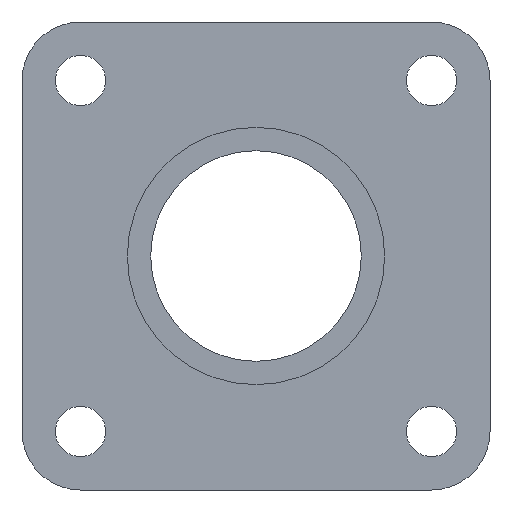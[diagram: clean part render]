
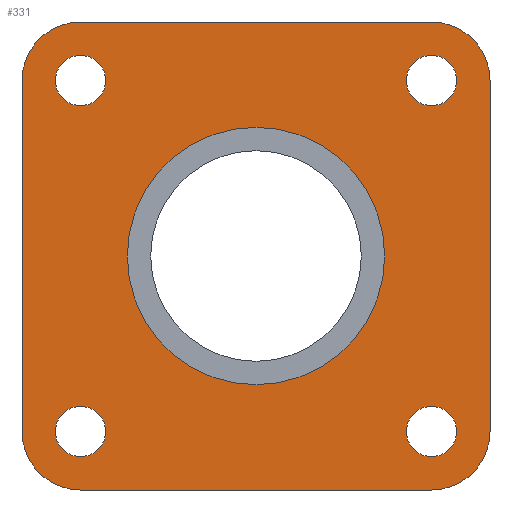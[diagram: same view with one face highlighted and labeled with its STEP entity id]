
A CAD part, left-side view. The second image highlights one B-rep face of the part: STEP entity #331.
In plain terms, the highlighted planar face has unit normal (-1, 0, 0).
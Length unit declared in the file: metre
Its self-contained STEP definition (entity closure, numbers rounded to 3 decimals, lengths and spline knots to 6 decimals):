
#28=CIRCLE('',#368,0.011);
#29=CIRCLE('',#370,0.00215);
#30=CIRCLE('',#371,0.00215);
#31=CIRCLE('',#372,0.00215);
#32=CIRCLE('',#373,0.00215);
#33=CIRCLE('',#374,0.005);
#34=CIRCLE('',#375,0.005);
#35=CIRCLE('',#376,0.005);
#36=CIRCLE('',#377,0.005);
#69=ORIENTED_EDGE('',*,*,#149,.T.);
#70=ORIENTED_EDGE('',*,*,#150,.T.);
#71=ORIENTED_EDGE('',*,*,#151,.T.);
#72=ORIENTED_EDGE('',*,*,#152,.T.);
#73=ORIENTED_EDGE('',*,*,#143,.T.);
#74=ORIENTED_EDGE('',*,*,#153,.T.);
#75=ORIENTED_EDGE('',*,*,#137,.F.);
#76=ORIENTED_EDGE('',*,*,#154,.T.);
#77=ORIENTED_EDGE('',*,*,#135,.F.);
#78=ORIENTED_EDGE('',*,*,#155,.T.);
#79=ORIENTED_EDGE('',*,*,#131,.T.);
#80=ORIENTED_EDGE('',*,*,#156,.T.);
#81=ORIENTED_EDGE('',*,*,#148,.T.);
#131=EDGE_CURVE('',#172,#171,#203,.T.);
#135=EDGE_CURVE('',#175,#176,#207,.T.);
#137=EDGE_CURVE('',#177,#178,#209,.T.);
#143=EDGE_CURVE('',#184,#183,#215,.T.);
#148=EDGE_CURVE('',#188,#188,#28,.T.);
#149=EDGE_CURVE('',#189,#189,#29,.T.);
#150=EDGE_CURVE('',#190,#190,#30,.T.);
#151=EDGE_CURVE('',#191,#191,#31,.T.);
#152=EDGE_CURVE('',#192,#192,#32,.T.);
#153=EDGE_CURVE('',#183,#178,#33,.F.);
#154=EDGE_CURVE('',#177,#176,#34,.F.);
#155=EDGE_CURVE('',#175,#172,#35,.F.);
#156=EDGE_CURVE('',#171,#184,#36,.F.);
#171=VERTEX_POINT('',#518);
#172=VERTEX_POINT('',#520);
#175=VERTEX_POINT('',#527);
#176=VERTEX_POINT('',#529);
#177=VERTEX_POINT('',#533);
#178=VERTEX_POINT('',#534);
#183=VERTEX_POINT('',#545);
#184=VERTEX_POINT('',#547);
#188=VERTEX_POINT('',#558);
#189=VERTEX_POINT('',#561);
#190=VERTEX_POINT('',#563);
#191=VERTEX_POINT('',#565);
#192=VERTEX_POINT('',#567);
#203=LINE('',#519,#219);
#207=LINE('',#528,#223);
#209=LINE('',#532,#225);
#215=LINE('',#546,#231);
#219=VECTOR('',#410,1.);
#223=VECTOR('',#416,1.);
#225=VECTOR('',#420,1.);
#231=VECTOR('',#428,1.);
#241=EDGE_LOOP('',(#69));
#242=EDGE_LOOP('',(#70));
#243=EDGE_LOOP('',(#71));
#244=EDGE_LOOP('',(#72));
#245=EDGE_LOOP('',(#73,#74,#75,#76,#77,#78,#79,#80));
#246=EDGE_LOOP('',(#81));
#283=FACE_BOUND('',#241,.T.);
#284=FACE_BOUND('',#242,.T.);
#285=FACE_BOUND('',#243,.T.);
#286=FACE_BOUND('',#244,.T.);
#287=FACE_BOUND('',#245,.T.);
#288=FACE_BOUND('',#246,.T.);
#322=PLANE('',#369);
#331=ADVANCED_FACE('',(#283,#284,#285,#286,#287,#288),#322,.F.);
#368=AXIS2_PLACEMENT_3D('',#557,#440,#441);
#369=AXIS2_PLACEMENT_3D('',#559,#442,#443);
#370=AXIS2_PLACEMENT_3D('',#560,#444,#445);
#371=AXIS2_PLACEMENT_3D('',#562,#446,#447);
#372=AXIS2_PLACEMENT_3D('',#564,#448,#449);
#373=AXIS2_PLACEMENT_3D('',#566,#450,#451);
#374=AXIS2_PLACEMENT_3D('',#568,#452,#453);
#375=AXIS2_PLACEMENT_3D('',#569,#454,#455);
#376=AXIS2_PLACEMENT_3D('',#570,#456,#457);
#377=AXIS2_PLACEMENT_3D('',#571,#458,#459);
#410=DIRECTION('',(0.,0.,-1.));
#416=DIRECTION('',(0.,-1.,0.));
#420=DIRECTION('',(0.,0.,-1.));
#428=DIRECTION('',(0.,-1.,0.));
#440=DIRECTION('',(1.,0.,0.));
#441=DIRECTION('',(0.,0.,-1.));
#442=DIRECTION('',(1.,0.,0.));
#443=DIRECTION('',(0.,1.,0.));
#444=DIRECTION('',(1.,0.,0.));
#445=DIRECTION('',(0.,0.,-1.));
#446=DIRECTION('',(1.,0.,0.));
#447=DIRECTION('',(0.,0.,-1.));
#448=DIRECTION('',(1.,0.,0.));
#449=DIRECTION('',(0.,0.,-1.));
#450=DIRECTION('',(1.,0.,0.));
#451=DIRECTION('',(0.,0.,-1.));
#452=DIRECTION('',(1.,0.,0.));
#453=DIRECTION('',(0.,0.,-1.));
#454=DIRECTION('',(1.,0.,0.));
#455=DIRECTION('',(0.,0.,-1.));
#456=DIRECTION('',(1.,0.,0.));
#457=DIRECTION('',(0.,0.,-1.));
#458=DIRECTION('',(1.,0.,0.));
#459=DIRECTION('',(0.,0.,-1.));
#518=CARTESIAN_POINT('',(0.19,0.02,0.005));
#519=CARTESIAN_POINT('',(0.19,0.02,0.02));
#520=CARTESIAN_POINT('',(0.19,0.02,0.035));
#527=CARTESIAN_POINT('',(0.19,0.015,0.04));
#528=CARTESIAN_POINT('',(0.19,0.,0.04));
#529=CARTESIAN_POINT('',(0.19,-0.015,0.04));
#532=CARTESIAN_POINT('',(0.19,-0.02,0.02));
#533=CARTESIAN_POINT('',(0.19,-0.02,0.035));
#534=CARTESIAN_POINT('',(0.19,-0.02,0.005));
#545=CARTESIAN_POINT('',(0.19,-0.015,0.));
#546=CARTESIAN_POINT('',(0.19,0.,0.));
#547=CARTESIAN_POINT('',(0.19,0.015,0.));
#557=CARTESIAN_POINT('',(0.19,0.,0.02));
#558=CARTESIAN_POINT('',(0.19,0.,0.009));
#559=CARTESIAN_POINT('',(0.19,0.,0.055));
#560=CARTESIAN_POINT('',(0.19,-0.015,0.005));
#561=CARTESIAN_POINT('',(0.19,-0.015,0.00285));
#562=CARTESIAN_POINT('',(0.19,0.015,0.005));
#563=CARTESIAN_POINT('',(0.19,0.015,0.00285));
#564=CARTESIAN_POINT('',(0.19,0.015,0.035));
#565=CARTESIAN_POINT('',(0.19,0.015,0.03285));
#566=CARTESIAN_POINT('',(0.19,-0.015,0.035));
#567=CARTESIAN_POINT('',(0.19,-0.015,0.03285));
#568=CARTESIAN_POINT('',(0.19,-0.015,0.005));
#569=CARTESIAN_POINT('',(0.19,-0.015,0.035));
#570=CARTESIAN_POINT('',(0.19,0.015,0.035));
#571=CARTESIAN_POINT('',(0.19,0.015,0.005));
